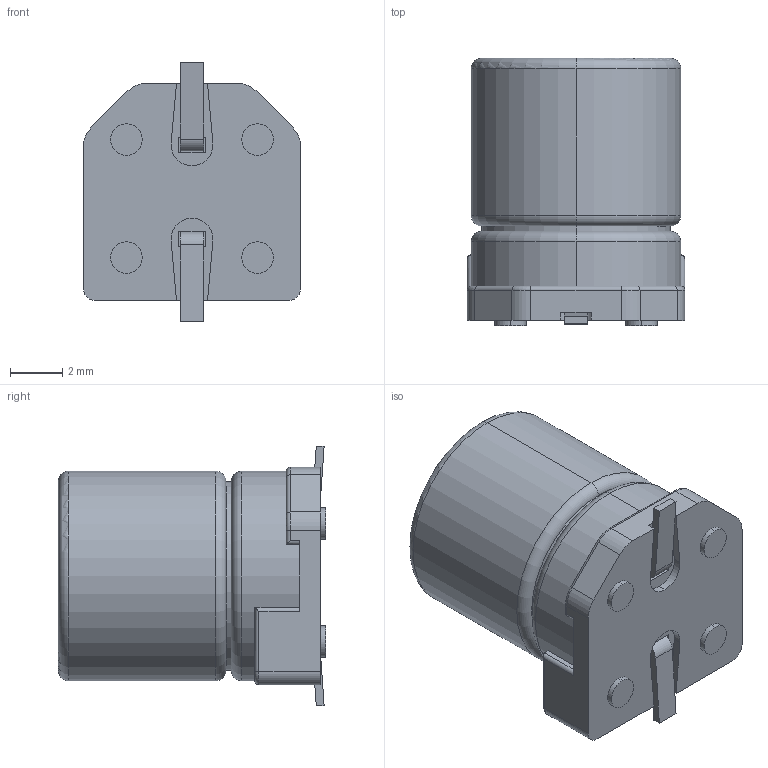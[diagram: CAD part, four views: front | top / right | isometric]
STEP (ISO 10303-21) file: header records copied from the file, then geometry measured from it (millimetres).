
FILE_DESCRIPTION(('FreeCAD Model'),'2;1');
FILE_NAME('NICHICON_ALU_CAP_1.step','2016-12-27T20:38:49',('Author'),(''), 'Open CASCADE STEP processor 6.8','FreeCAD','Unknown');
FILE_SCHEMA(('CONFIG_CONTROL_DESIGN','SHAPE_APPEARANCE_LAYER_MIM'));
Length unit declared in the file: millimetre
Products named in the file (4): ASSEMBLY; NICHIKON_UWT1V221MNL1GS; NICHIKON_UWT1V221MNL1GS001; NICHIKON_UWT1V221MNL1GS002
Assembly tree (3 placements, depth 2):
  ASSEMBLY
    NICHIKON_UWT1V221MNL1GS
    NICHIKON_UWT1V221MNL1GS001
    NICHIKON_UWT1V221MNL1GS002
Bounding box: 8.3 x 10.2 x 9.9 mm (x, y, z)
Volume: 528.9 mm3; surface area: 598.6 mm2
Topology: 3 solids, 3 shells, 239 faces, 609 edges, 395 vertices
Faces by surface type: plane 132, bspline 48, cylinder 47, torus 12
Entity records: 27549 total; most frequent: CARTESIAN_POINT 15113, DIRECTION 1751, ORIENTED_EDGE 1218, PCURVE 1218, DEFINITIONAL_REPRESENTATION 1218, LINE 1115, VECTOR 1115, EDGE_CURVE 609
